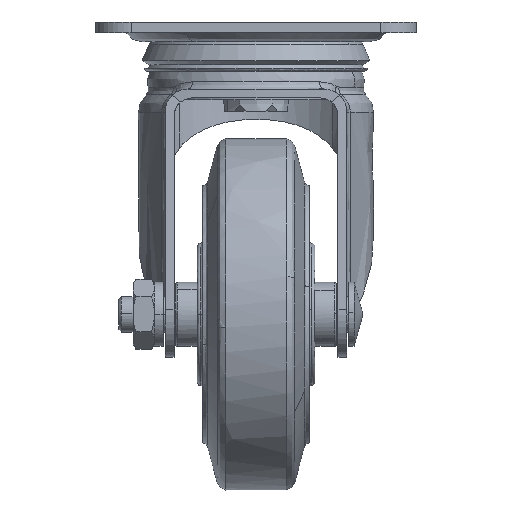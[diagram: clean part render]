
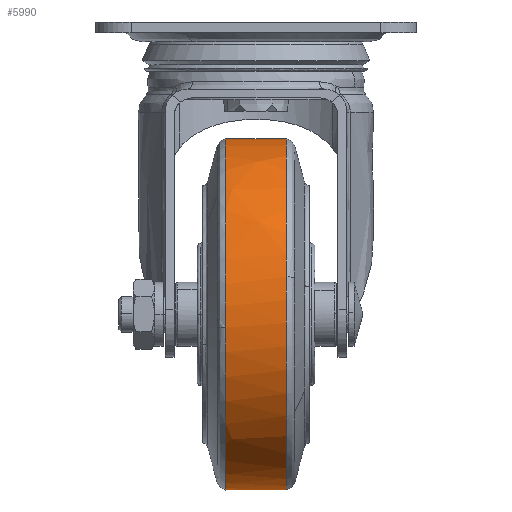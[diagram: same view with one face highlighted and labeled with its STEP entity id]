
A CAD part, left-side view. The second image highlights one B-rep face of the part: STEP entity #5990.
In plain terms, the highlighted free-form (B-spline) face has degree [2, 2] with [6, 6] control points.
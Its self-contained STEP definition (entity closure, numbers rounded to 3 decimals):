
#2803=CARTESIAN_POINT('',(-48.123,-8.511,10.572));
#2804=VERTEX_POINT('',#2803);
#2818=CARTESIAN_POINT('',(0.0,-8.511,-49.27));
#2819=VERTEX_POINT('',#2818);
#2820=CARTESIAN_POINT('',(-48.123,-8.511,10.572));
#2821=CARTESIAN_POINT('',(-49.27,-8.511,5.348));
#2822=CARTESIAN_POINT('',(-49.27,-8.511,0.0));
#2823=CARTESIAN_POINT('',(-49.27,-8.511,-49.27));
#2824=CARTESIAN_POINT('',(0.0,-8.511,-49.27));
#2832=(BOUNDED_CURVE()B_SPLINE_CURVE(2,(#2820,#2821,#2822,#2823,#2824),.UNSPECIFIED.,.F.,.U.)B_SPLINE_CURVE_WITH_KNOTS((3,2,3),(0.713,0.75,1.0),.UNSPECIFIED.)CURVE()GEOMETRIC_REPRESENTATION_ITEM()RATIONAL_B_SPLINE_CURVE((0.927,0.957,1.0,0.707,1.0))REPRESENTATION_ITEM(''));
#2833=EDGE_CURVE('',#2804,#2819,#2832,.T.);
#2835=CARTESIAN_POINT('',(49.022,-8.511,-4.945));
#2836=VERTEX_POINT('',#2835);
#2837=CARTESIAN_POINT('',(0.0,-8.511,-49.27));
#2838=CARTESIAN_POINT('',(44.55,-8.511,-49.27));
#2839=CARTESIAN_POINT('',(49.022,-8.511,-4.945));
#2847=(BOUNDED_CURVE()B_SPLINE_CURVE(2,(#2837,#2838,#2839),.UNSPECIFIED.,.F.,.U.)B_SPLINE_CURVE_WITH_KNOTS((3,3),(0.0,0.233),.UNSPECIFIED.)CURVE()GEOMETRIC_REPRESENTATION_ITEM()RATIONAL_B_SPLINE_CURVE((1.0,0.728,0.962))REPRESENTATION_ITEM(''));
#2848=EDGE_CURVE('',#2819,#2836,#2847,.T.);
#2894=CARTESIAN_POINT('',(0.0,-8.511,49.27));
#2895=VERTEX_POINT('',#2894);
#2896=CARTESIAN_POINT('',(49.022,-8.511,-4.945));
#2897=CARTESIAN_POINT('',(49.27,-8.511,-2.479));
#2898=CARTESIAN_POINT('',(49.27,-8.511,0.0));
#2899=CARTESIAN_POINT('',(49.27,-8.511,49.27));
#2900=CARTESIAN_POINT('',(0.0,-8.511,49.27));
#2908=(BOUNDED_CURVE()B_SPLINE_CURVE(2,(#2896,#2897,#2898,#2899,#2900),.UNSPECIFIED.,.F.,.U.)B_SPLINE_CURVE_WITH_KNOTS((3,2,3),(0.233,0.25,0.5),.UNSPECIFIED.)CURVE()GEOMETRIC_REPRESENTATION_ITEM()RATIONAL_B_SPLINE_CURVE((0.962,0.98,1.0,0.707,1.0))REPRESENTATION_ITEM(''));
#2909=EDGE_CURVE('',#2836,#2895,#2908,.T.);
#2911=CARTESIAN_POINT('',(0.0,-8.511,49.27));
#2912=CARTESIAN_POINT('',(-39.621,-8.511,49.27));
#2913=CARTESIAN_POINT('',(-48.123,-8.511,10.572));
#2921=(BOUNDED_CURVE()B_SPLINE_CURVE(2,(#2911,#2912,#2913),.UNSPECIFIED.,.F.,.U.)B_SPLINE_CURVE_WITH_KNOTS((3,3),(0.5,0.713),.UNSPECIFIED.)CURVE()GEOMETRIC_REPRESENTATION_ITEM()RATIONAL_B_SPLINE_CURVE((1.0,0.75,0.927))REPRESENTATION_ITEM(''));
#2922=EDGE_CURVE('',#2895,#2804,#2921,.T.);
#2951=CARTESIAN_POINT('',(49.13,8.511,3.711));
#2952=VERTEX_POINT('',#2951);
#2953=CARTESIAN_POINT('',(0.0,8.511,49.27));
#2954=VERTEX_POINT('',#2953);
#2955=CARTESIAN_POINT('',(49.13,8.511,3.711));
#2956=CARTESIAN_POINT('',(45.689,8.511,49.27));
#2957=CARTESIAN_POINT('',(0.0,8.511,49.27));
#2965=(BOUNDED_CURVE()B_SPLINE_CURVE(2,(#2955,#2956,#2957),.UNSPECIFIED.,.F.,.U.)B_SPLINE_CURVE_WITH_KNOTS((3,3),(0.263,0.5),.UNSPECIFIED.)CURVE()GEOMETRIC_REPRESENTATION_ITEM()RATIONAL_B_SPLINE_CURVE((0.971,0.722,1.0))REPRESENTATION_ITEM(''));
#2966=EDGE_CURVE('',#2952,#2954,#2965,.T.);
#2984=CARTESIAN_POINT('',(-49.13,8.511,-3.711));
#2985=VERTEX_POINT('',#2984);
#2999=CARTESIAN_POINT('',(0.0,8.511,49.27));
#3000=CARTESIAN_POINT('',(-49.27,8.511,49.27));
#3001=CARTESIAN_POINT('',(-49.27,8.511,0.0));
#3002=CARTESIAN_POINT('',(-49.27,8.511,-1.858));
#3003=CARTESIAN_POINT('',(-49.13,8.511,-3.711));
#3011=(BOUNDED_CURVE()B_SPLINE_CURVE(2,(#2999,#3000,#3001,#3002,#3003),.UNSPECIFIED.,.F.,.U.)B_SPLINE_CURVE_WITH_KNOTS((3,2,3),(0.5,0.75,0.763),.UNSPECIFIED.)CURVE()GEOMETRIC_REPRESENTATION_ITEM()RATIONAL_B_SPLINE_CURVE((1.0,0.707,1.0,0.985,0.971))REPRESENTATION_ITEM(''));
#3012=EDGE_CURVE('',#2954,#2985,#3011,.T.);
#3040=CARTESIAN_POINT('',(0.0,8.511,-49.27));
#3041=VERTEX_POINT('',#3040);
#3042=CARTESIAN_POINT('',(0.0,8.511,-49.27));
#3043=CARTESIAN_POINT('',(49.27,8.511,-49.27));
#3044=CARTESIAN_POINT('',(49.27,8.511,0.0));
#3045=CARTESIAN_POINT('',(49.27,8.511,1.858));
#3046=CARTESIAN_POINT('',(49.13,8.511,3.711));
#3054=(BOUNDED_CURVE()B_SPLINE_CURVE(2,(#3042,#3043,#3044,#3045,#3046),.UNSPECIFIED.,.F.,.U.)B_SPLINE_CURVE_WITH_KNOTS((3,2,3),(0.0,0.25,0.263),.UNSPECIFIED.)CURVE()GEOMETRIC_REPRESENTATION_ITEM()RATIONAL_B_SPLINE_CURVE((1.0,0.707,1.0,0.985,0.971))REPRESENTATION_ITEM(''));
#3055=EDGE_CURVE('',#3041,#2952,#3054,.T.);
#3057=CARTESIAN_POINT('',(-49.13,8.511,-3.711));
#3058=CARTESIAN_POINT('',(-45.689,8.511,-49.27));
#3059=CARTESIAN_POINT('',(0.0,8.511,-49.27));
#3067=(BOUNDED_CURVE()B_SPLINE_CURVE(2,(#3057,#3058,#3059),.UNSPECIFIED.,.F.,.U.)B_SPLINE_CURVE_WITH_KNOTS((3,3),(0.763,1.0),.UNSPECIFIED.)CURVE()GEOMETRIC_REPRESENTATION_ITEM()RATIONAL_B_SPLINE_CURVE((0.971,0.722,1.0))REPRESENTATION_ITEM(''));
#3068=EDGE_CURVE('',#2985,#3041,#3067,.T.);
#5934=CARTESIAN_POINT('',(-30.464,-25.387,30.454));
#5935=CARTESIAN_POINT('',(-28.153,-19.673,37.529));
#5936=CARTESIAN_POINT('',(-12.224,-10.504,48.884));
#5937=CARTESIAN_POINT('',(12.219,-10.509,48.884));
#5938=CARTESIAN_POINT('',(28.145,-19.685,37.529));
#5939=CARTESIAN_POINT('',(30.453,-25.4,30.454));
#5940=CARTESIAN_POINT('',(-37.536,-19.67,28.146));
#5941=CARTESIAN_POINT('',(-36.666,-10.497,36.662));
#5942=CARTESIAN_POINT('',(-17.52,6.627,52.566));
#5943=CARTESIAN_POINT('',(17.523,6.62,52.566));
#5944=CARTESIAN_POINT('',(36.662,-10.513,36.662));
#5945=CARTESIAN_POINT('',(37.528,-19.685,28.146));
#5946=CARTESIAN_POINT('',(-48.888,-10.491,12.22));
#5947=CARTESIAN_POINT('',(-52.563,6.64,17.523));
#5948=CARTESIAN_POINT('',(-30.929,50.001,30.947));
#5949=CARTESIAN_POINT('',(30.949,49.988,30.947));
#5950=CARTESIAN_POINT('',(52.566,6.618,17.523));
#5951=CARTESIAN_POINT('',(48.883,-10.511,12.22));
#5952=CARTESIAN_POINT('',(-48.888,-10.487,-12.223));
#5953=CARTESIAN_POINT('',(-52.563,6.646,-17.52));
#5954=CARTESIAN_POINT('',(-30.929,50.012,-30.931));
#5955=CARTESIAN_POINT('',(30.949,49.999,-30.931));
#5956=CARTESIAN_POINT('',(52.566,6.624,-17.52));
#5957=CARTESIAN_POINT('',(48.883,-10.507,-12.223));
#5958=CARTESIAN_POINT('',(-37.536,-19.66,-28.152));
#5959=CARTESIAN_POINT('',(-36.666,-10.485,-36.666));
#5960=CARTESIAN_POINT('',(-17.52,6.644,-52.563));
#5961=CARTESIAN_POINT('',(17.523,6.637,-52.563));
#5962=CARTESIAN_POINT('',(36.662,-10.5,-36.666));
#5963=CARTESIAN_POINT('',(37.528,-19.676,-28.152));
#5964=CARTESIAN_POINT('',(-30.464,-25.377,-30.463));
#5965=CARTESIAN_POINT('',(-28.153,-19.661,-37.535));
#5966=CARTESIAN_POINT('',(-12.224,-10.488,-48.887));
#5967=CARTESIAN_POINT('',(12.219,-10.493,-48.887));
#5968=CARTESIAN_POINT('',(28.145,-19.672,-37.535));
#5969=CARTESIAN_POINT('',(30.453,-25.39,-30.463));
#5977=(BOUNDED_SURFACE()B_SPLINE_SURFACE(2,2,((#5934,#5940,#5946,#5952,#5958,#5964),(#5935,#5941,#5947,#5953,#5959,#5965),(#5936,#5942,#5948,#5954,#5960,#5966),(#5937,#5943,#5949,#5955,#5961,#5967),(#5938,#5944,#5950,#5956,#5962,#5968),(#5939,#5945,#5951,#5957,#5963,#5969)),.UNSPECIFIED.,.F.,.F.,.U.)B_SPLINE_SURFACE_WITH_KNOTS((3,1,1,1,3),(3,1,1,1,3),(0.0,51.935,103.871,155.806,207.742),(0.0,51.935,103.871,155.806,207.742),.UNSPECIFIED.)GEOMETRIC_REPRESENTATION_ITEM()RATIONAL_B_SPLINE_SURFACE(((4.063,3.297,2.532,2.532,3.297,4.063),(3.297,2.532,1.766,1.766,2.532,3.297),(2.532,1.766,1.0,1.0,1.766,2.532),(2.532,1.766,1.0,1.0,1.766,2.532),(3.297,2.532,1.766,1.766,2.532,3.297),(4.063,3.297,2.532,2.532,3.297,4.063)))REPRESENTATION_ITEM('')SURFACE());
#5978=ORIENTED_EDGE('',*,*,#2833,.F.);
#5979=ORIENTED_EDGE('',*,*,#2922,.F.);
#5980=ORIENTED_EDGE('',*,*,#2909,.F.);
#5981=ORIENTED_EDGE('',*,*,#2848,.F.);
#5982=EDGE_LOOP('',(#5978,#5979,#5980,#5981));
#5983=FACE_OUTER_BOUND('',#5982,.T.);
#5984=ORIENTED_EDGE('',*,*,#3012,.T.);
#5985=ORIENTED_EDGE('',*,*,#3068,.T.);
#5986=ORIENTED_EDGE('',*,*,#3055,.T.);
#5987=ORIENTED_EDGE('',*,*,#2966,.T.);
#5988=EDGE_LOOP('',(#5984,#5985,#5986,#5987));
#5989=FACE_BOUND('',#5988,.T.);
#5990=ADVANCED_FACE('',(#5983,#5989),#5977,.T.);
